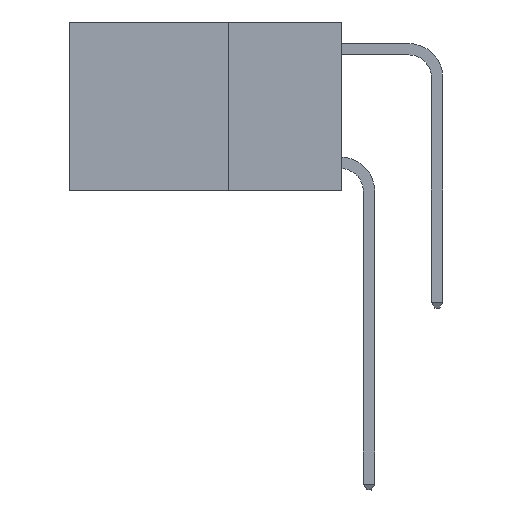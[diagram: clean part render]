
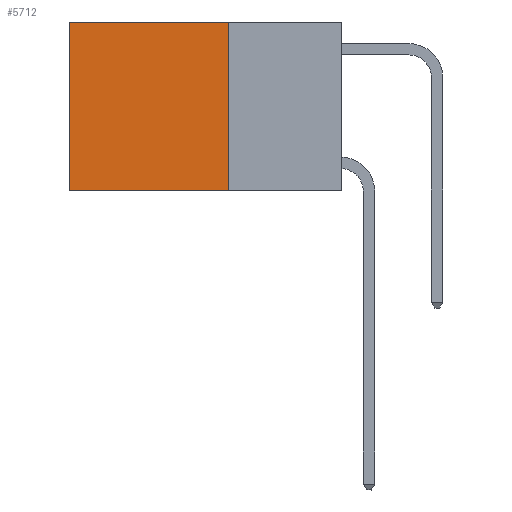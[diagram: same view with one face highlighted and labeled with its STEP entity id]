
A CAD part, left-side view. The second image highlights one B-rep face of the part: STEP entity #5712.
In plain terms, the highlighted planar face has unit normal (-1, 0, 0).
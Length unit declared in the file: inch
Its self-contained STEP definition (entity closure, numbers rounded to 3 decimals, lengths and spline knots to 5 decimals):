
#1602 = VECTOR ( 'NONE', #17657, 39.37008 ) ;
#1720 = CARTESIAN_POINT ( 'NONE',  ( 0.2625, 0.6, 0. ) ) ;
#2858 = VERTEX_POINT ( 'NONE', #1720 ) ;
#2927 = CARTESIAN_POINT ( 'NONE',  ( 0.2625, 0.25, 0. ) ) ;
#3396 = DIRECTION ( 'NONE',  ( 0., 1., 0. ) ) ;
#3842 = LINE ( 'NONE', #5731, #12715 ) ;
#4276 = PLANE ( 'NONE',  #10181 ) ;
#5712 = ADVANCED_FACE ( 'NONE', ( #8024 ), #4276, .F. ) ;
#5731 = CARTESIAN_POINT ( 'NONE',  ( 0.2625, 0.6, 0. ) ) ;
#5911 = ORIENTED_EDGE ( 'NONE', *, *, #9375, .T. ) ;
#7182 = VERTEX_POINT ( 'NONE', #15972 ) ;
#7405 = CARTESIAN_POINT ( 'NONE',  ( 0.2625, 0.25, 0. ) ) ;
#7427 = CARTESIAN_POINT ( 'NONE',  ( 0.2625, 0.25, 0. ) ) ;
#7462 = DIRECTION ( 'NONE',  ( 0., 0., -1. ) ) ;
#8024 = FACE_OUTER_BOUND ( 'NONE', #18332, .T. ) ;
#9177 = CARTESIAN_POINT ( 'NONE',  ( 0.2625, 0.25, -0.37 ) ) ;
#9375 = EDGE_CURVE ( 'NONE', #13555, #2858, #15896, .T. ) ;
#10063 = ORIENTED_EDGE ( 'NONE', *, *, #12450, .F. ) ;
#10181 = AXIS2_PLACEMENT_3D ( 'NONE', #2927, #17702, #19339 ) ;
#10468 = LINE ( 'NONE', #7405, #13928 ) ;
#11019 = EDGE_CURVE ( 'NONE', #13555, #7182, #10468, .T. ) ;
#11936 = ORIENTED_EDGE ( 'NONE', *, *, #12568, .T. ) ;
#12450 = EDGE_CURVE ( 'NONE', #7182, #18677, #18787, .T. ) ;
#12568 = EDGE_CURVE ( 'NONE', #2858, #18677, #3842, .T. ) ;
#12715 = VECTOR ( 'NONE', #14394, 39.37008 ) ;
#13555 = VERTEX_POINT ( 'NONE', #16591 ) ;
#13928 = VECTOR ( 'NONE', #7462, 39.37008 ) ;
#14394 = DIRECTION ( 'NONE',  ( 0., 0., -1. ) ) ;
#15896 = LINE ( 'NONE', #7427, #1602 ) ;
#15972 = CARTESIAN_POINT ( 'NONE',  ( 0.2625, 0.25, -0.37 ) ) ;
#16046 = ORIENTED_EDGE ( 'NONE', *, *, #11019, .F. ) ;
#16591 = CARTESIAN_POINT ( 'NONE',  ( 0.2625, 0.25, 0. ) ) ;
#17657 = DIRECTION ( 'NONE',  ( 0., 1., 0. ) ) ;
#17702 = DIRECTION ( 'NONE',  ( 1., 0., 0. ) ) ;
#17870 = CARTESIAN_POINT ( 'NONE',  ( 0.2625, 0.6, -0.37 ) ) ;
#18332 = EDGE_LOOP ( 'NONE', ( #11936, #10063, #16046, #5911 ) ) ;
#18677 = VERTEX_POINT ( 'NONE', #17870 ) ;
#18787 = LINE ( 'NONE', #9177, #19267 ) ;
#19267 = VECTOR ( 'NONE', #3396, 39.37008 ) ;
#19339 = DIRECTION ( 'NONE',  ( 0., 0., -1. ) ) ;
